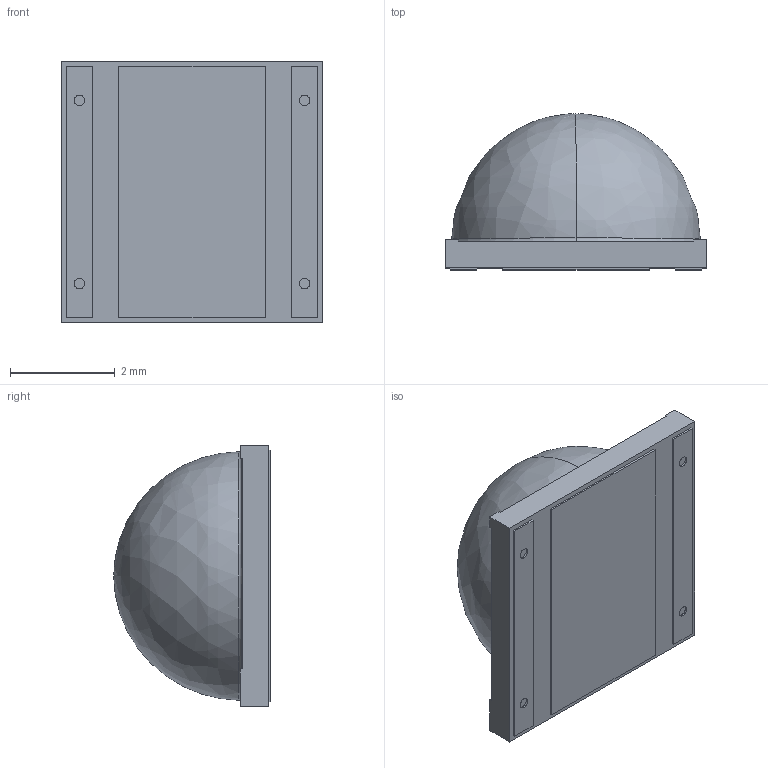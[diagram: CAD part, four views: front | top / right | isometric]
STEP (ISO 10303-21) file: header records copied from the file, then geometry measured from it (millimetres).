
FILE_DESCRIPTION (( 'STEP AP214' ), '1' );
FILE_NAME ('User Library-CREE XMLAWT-00-0000-0000T6051 LED.STEP', '2019-10-03T22:38:44', ( '' ), ( '' ), 'SwSTEP 2.0', 'SolidWorks 2019', '' );
FILE_SCHEMA (( 'AUTOMOTIVE_DESIGN' ));
Length unit declared in the file: inch
Products named in the file (1): User Library-CREE XMLAWT-00-0000-0000T6051 LED
Bounding box: 5 x 2.98 x 5 mm (x, y, z)
Volume: 43.2 mm3; surface area: 135.8 mm2
Topology: 9 solids, 9 shells, 248 faces, 625 edges, 413 vertices
Faces by surface type: plane 188, bspline 18, cylinder 16, cone 16, torus 10
Entity records: 11950 total; most frequent: CARTESIAN_POINT 2757, ORIENTED_EDGE 1246, DIRECTION 1100, EDGE_CURVE 623, VECTOR 476, LINE 476, VERTEX_POINT 413, AXIS2_PLACEMENT_3D 312
